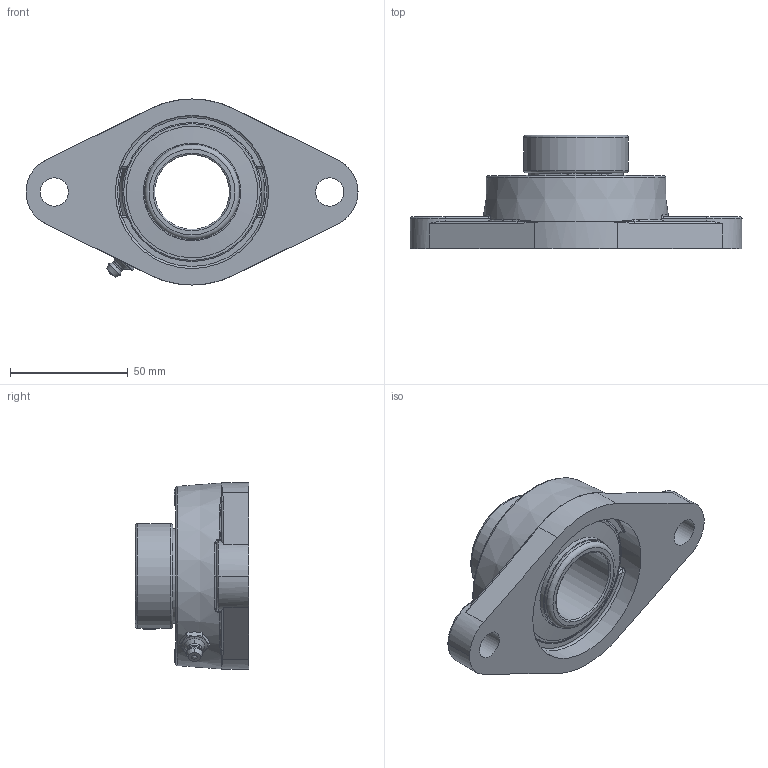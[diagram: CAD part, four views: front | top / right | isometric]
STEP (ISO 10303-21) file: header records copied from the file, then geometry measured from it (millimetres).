
FILE_DESCRIPTION(('HOOPS Exchange Step'),'2;1');
FILE_NAME('export-B383AAC0-CB95-4F20-8AB5-98FE82CA8938.stp','2019-12-13T09:17:46-08:00',('ibuslach'),('Alibre'),'HOOPS Exchange 2019.2','Alibre','Unknown authorisation');
FILE_SCHEMA( ('AP242_MANAGED_MODEL_BASED_3D_ENGINEERING_MIM_LF {1 0 10303 442 1 1 4 }') );
Length unit declared in the file: centimetre
Products named in the file (8): ZERK 6mm; MRN SFT 206; SNC 206 SHIELD; SNC 206-20 COLLAR; SNC 206-20 RACES; SUC 206 SS; MRN SNC 206-20; MRN SNCFT 206-20
Assembly tree (8 placements, depth 3):
  MRN SNCFT 206-20
    ZERK 6mm
    MRN SFT 206
    MRN SNC 206-20
      SNC 206 SHIELD  x2
      SNC 206-20 COLLAR
      SNC 206-20 RACES
      SUC 206 SS
Bounding box: 141 x 48.1 x 79 mm (x, y, z)
Volume: 122745.5 mm3; surface area: 53596 mm2
Topology: 8 solids, 8 shells, 696 faces, 1943 edges, 1275 vertices
Faces by surface type: plane 268, extrusion 265, cylinder 59, bspline 36, cone 31, torus 29, sphere 8
Full cylindrical faces by diameter (mm): 2.506 x2, 5 x1, 5.359 x7, 6 x1, 12 x2, 31.75 x2, 37.643 x2, 40.323 x4, 41.338 x2, 44.501 x1, 51.397 x2, 55.88 x2, 63.017 x1, 65.017 x1
Entity records: 32204 total; most frequent: CARTESIAN_POINT 15516, ORIENTED_EDGE 3826, DIRECTION 2575, EDGE_CURVE 1913, VERTEX_POINT 1261, VECTOR 1245, LINE 980, B_SPLINE_CURVE_WITH_KNOTS 921
